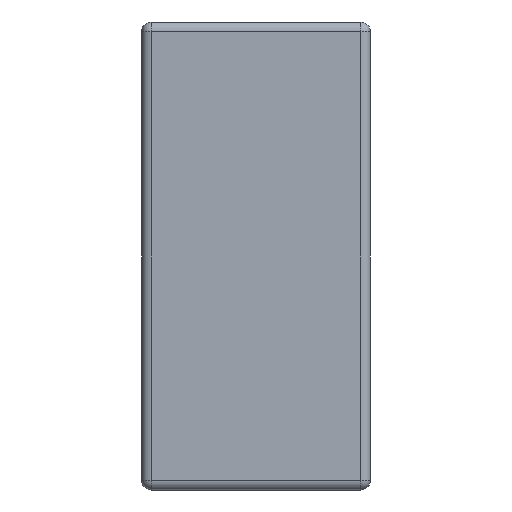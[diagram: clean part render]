
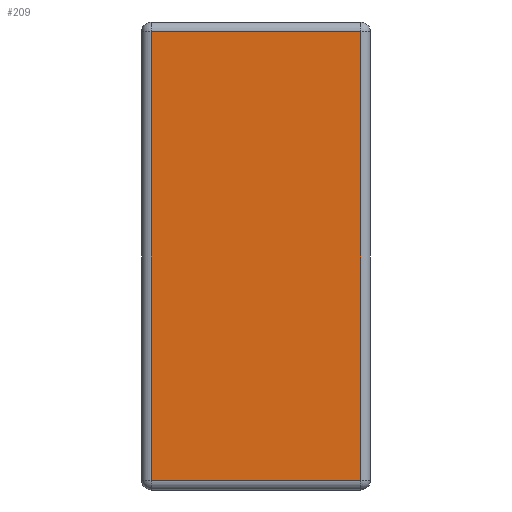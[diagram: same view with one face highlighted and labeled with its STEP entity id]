
A CAD part, left-side view. The second image highlights one B-rep face of the part: STEP entity #209.
In plain terms, the highlighted planar face has unit normal (-1, 0, 0).
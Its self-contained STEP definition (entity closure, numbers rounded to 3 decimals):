
#209=ADVANCED_FACE('NONE',(#514),#515,.T.);
#514=FACE_OUTER_BOUND('',#918,.T.);
#515=PLANE('',#919);
#918=EDGE_LOOP('',(#1424,#1425,#1426,#1427));
#919=AXIS2_PLACEMENT_3D('',#1428,#1429,#1430);
#1424=ORIENTED_EDGE('',*,*,#2438,.T.);
#1425=ORIENTED_EDGE('',*,*,#2439,.T.);
#1426=ORIENTED_EDGE('',*,*,#2440,.T.);
#1427=ORIENTED_EDGE('',*,*,#2441,.T.);
#1428=CARTESIAN_POINT('',(0.0,0.0,0.0));
#1429=DIRECTION('',(-1.0,0.0,0.0));
#1430=DIRECTION('',(0.0,0.0,1.0));
#2438=EDGE_CURVE('NONE',#2928,#2929,#2930,.T.);
#2439=EDGE_CURVE('NONE',#2929,#2931,#2932,.T.);
#2440=EDGE_CURVE('NONE',#2931,#2933,#2934,.T.);
#2441=EDGE_CURVE('NONE',#2933,#2928,#2935,.T.);
#2928=VERTEX_POINT('NONE',#3720);
#2929=VERTEX_POINT('NONE',#3721);
#2930=LINE('',#3722,#3723);
#2931=VERTEX_POINT('NONE',#3724);
#2932=LINE('',#3725,#3726);
#2933=VERTEX_POINT('NONE',#3727);
#2934=LINE('',#3728,#3729);
#2935=LINE('',#3730,#3731);
#3720=CARTESIAN_POINT('',(0.0,0.843,-1.763));
#3721=CARTESIAN_POINT('',(0.0,0.037,-1.763));
#3722=CARTESIAN_POINT('',(0.0,0.0,-1.763));
#3723=VECTOR('',#4480,1000.0);
#3724=CARTESIAN_POINT('',(0.0,0.037,-0.037));
#3725=CARTESIAN_POINT('',(0.0,0.037,0.0));
#3726=VECTOR('',#4481,1000.0);
#3727=CARTESIAN_POINT('',(0.0,0.843,-0.037));
#3728=CARTESIAN_POINT('',(0.0,0.88,-0.037));
#3729=VECTOR('',#4482,1000.0);
#3730=CARTESIAN_POINT('',(0.0,0.843,-1.8));
#3731=VECTOR('',#4483,1000.0);
#4480=DIRECTION('',(-0.0,-1.0,-0.0));
#4481=DIRECTION('',(-0.0,-0.0,1.0));
#4482=DIRECTION('',(-0.0,1.0,-0.0));
#4483=DIRECTION('',(-0.0,0.0,-1.0));
